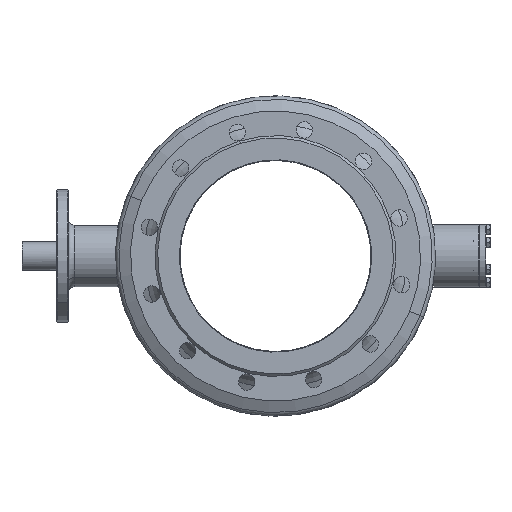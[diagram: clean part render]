
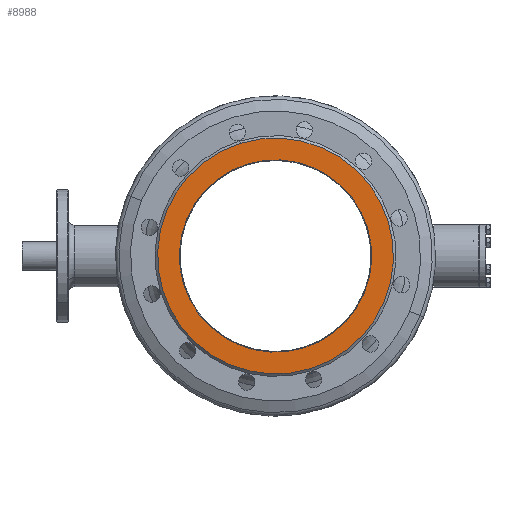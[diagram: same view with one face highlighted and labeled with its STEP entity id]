
A CAD part, left-side view. The second image highlights one B-rep face of the part: STEP entity #8988.
In plain terms, the highlighted face is planar.
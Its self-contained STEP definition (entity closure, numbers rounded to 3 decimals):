
#55 = AXIS2_PLACEMENT_3D ( 'NONE', #2364, #5499, #12872 ) ;
#185 = ORIENTED_EDGE ( 'NONE', *, *, #3857, .F. ) ;
#262 = DIRECTION ( 'NONE',  ( 0., 0., 1. ) ) ;
#266 = CARTESIAN_POINT ( 'NONE',  ( -187., 0., 32. ) ) ;
#979 = PLANE ( 'NONE',  #4376 ) ;
#991 = EDGE_CURVE ( 'NONE', #2942, #8534, #5388, .T. ) ;
#1038 = DIRECTION ( 'NONE',  ( 0., 0., 1. ) ) ;
#1812 = DIRECTION ( 'NONE',  ( 1., 0., 0. ) ) ;
#1960 = DIRECTION ( 'NONE',  ( 1., 0., 0. ) ) ;
#2216 = ORIENTED_EDGE ( 'NONE', *, *, #10310, .T. ) ;
#2364 = CARTESIAN_POINT ( 'NONE',  ( 0., 0., 32. ) ) ;
#2942 = VERTEX_POINT ( 'NONE', #5744 ) ;
#3355 = DIRECTION ( 'NONE',  ( 0., 0., 1. ) ) ;
#3857 = EDGE_CURVE ( 'NONE', #8534, #2942, #9193, .T. ) ;
#3968 = CIRCLE ( 'NONE', #11124, 187. ) ;
#4176 = CARTESIAN_POINT ( 'NONE',  ( 0., 0., 32. ) ) ;
#4376 = AXIS2_PLACEMENT_3D ( 'NONE', #4176, #1038, #1812 ) ;
#4521 = AXIS2_PLACEMENT_3D ( 'NONE', #6104, #262, #11944 ) ;
#5360 = CARTESIAN_POINT ( 'NONE',  ( 0., 0., 32. ) ) ;
#5388 = CIRCLE ( 'NONE', #55, 152.5 ) ;
#5499 = DIRECTION ( 'NONE',  ( 0., 0., 1. ) ) ;
#5744 = CARTESIAN_POINT ( 'NONE',  ( 152.5, 0., 32. ) ) ;
#5842 = EDGE_CURVE ( 'NONE', #8381, #8003, #12927, .T. ) ;
#6104 = CARTESIAN_POINT ( 'NONE',  ( 0., 0., 32. ) ) ;
#6561 = EDGE_LOOP ( 'NONE', ( #6675, #185 ) ) ;
#6675 = ORIENTED_EDGE ( 'NONE', *, *, #991, .F. ) ;
#7844 = CARTESIAN_POINT ( 'NONE',  ( 187., 0., 32. ) ) ;
#8003 = VERTEX_POINT ( 'NONE', #266 ) ;
#8381 = VERTEX_POINT ( 'NONE', #7844 ) ;
#8534 = VERTEX_POINT ( 'NONE', #13595 ) ;
#8663 = AXIS2_PLACEMENT_3D ( 'NONE', #9722, #3355, #11709 ) ;
#8988 = ADVANCED_FACE ( 'NONE', ( #11474, #12805 ), #979, .T. ) ;
#9193 = CIRCLE ( 'NONE', #4521, 152.5 ) ;
#9722 = CARTESIAN_POINT ( 'NONE',  ( 0., 0., 32. ) ) ;
#10310 = EDGE_CURVE ( 'NONE', #8003, #8381, #3968, .T. ) ;
#10651 = ORIENTED_EDGE ( 'NONE', *, *, #5842, .T. ) ;
#11124 = AXIS2_PLACEMENT_3D ( 'NONE', #5360, #11480, #1960 ) ;
#11474 = FACE_OUTER_BOUND ( 'NONE', #12152, .T. ) ;
#11480 = DIRECTION ( 'NONE',  ( 0., 0., 1. ) ) ;
#11709 = DIRECTION ( 'NONE',  ( 1., 0., 0. ) ) ;
#11944 = DIRECTION ( 'NONE',  ( 1., 0., 0. ) ) ;
#12152 = EDGE_LOOP ( 'NONE', ( #2216, #10651 ) ) ;
#12805 = FACE_BOUND ( 'NONE', #6561, .T. ) ;
#12872 = DIRECTION ( 'NONE',  ( 1., 0., 0. ) ) ;
#12927 = CIRCLE ( 'NONE', #8663, 187. ) ;
#13595 = CARTESIAN_POINT ( 'NONE',  ( -152.5, 0., 32. ) ) ;
